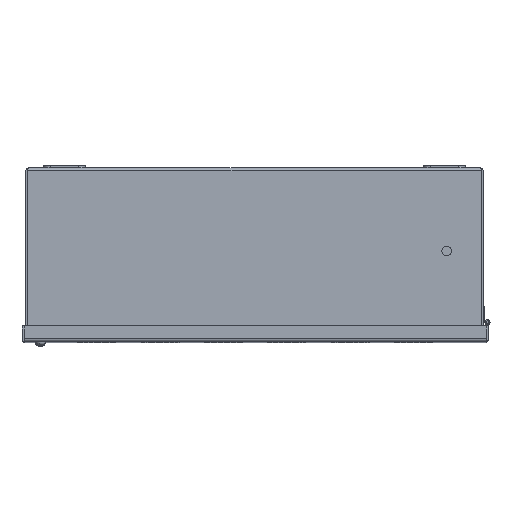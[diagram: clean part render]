
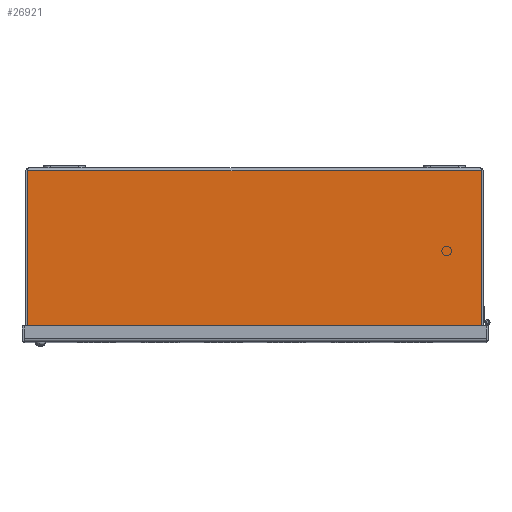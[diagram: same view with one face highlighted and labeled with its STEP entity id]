
A CAD part, top view. The second image highlights one B-rep face of the part: STEP entity #26921.
In plain terms, the highlighted planar face has unit normal (0, 0, 1).
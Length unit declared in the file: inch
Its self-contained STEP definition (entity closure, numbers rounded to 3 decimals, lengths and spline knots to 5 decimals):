
#578 = DIRECTION ( 'NONE',  ( 1., 0., 0. ) ) ;
#1287 = LINE ( 'NONE', #11573, #23177 ) ;
#1356 = CARTESIAN_POINT ( 'NONE',  ( 8.05289, -0.108, 8.625 ) ) ;
#3679 = LINE ( 'NONE', #25404, #38205 ) ;
#4152 = DIRECTION ( 'NONE',  ( -1., 0., 0. ) ) ;
#4180 = LINE ( 'NONE', #32686, #18657 ) ;
#5661 = ORIENTED_EDGE ( 'NONE', *, *, #5954, .T. ) ;
#5954 = EDGE_CURVE ( 'NONE', #10198, #8768, #1287, .T. ) ;
#6365 = CARTESIAN_POINT ( 'NONE',  ( -8.05289, -0.108, 8.625 ) ) ;
#6947 = LINE ( 'NONE', #27749, #28403 ) ;
#7520 = EDGE_CURVE ( 'NONE', #17751, #27979, #3679, .T. ) ;
#7647 = DIRECTION ( 'NONE',  ( 1., 0., 0. ) ) ;
#8768 = VERTEX_POINT ( 'NONE', #29148 ) ;
#10198 = VERTEX_POINT ( 'NONE', #16119 ) ;
#11573 = CARTESIAN_POINT ( 'NONE',  ( -56.281, -5.892, 8.625 ) ) ;
#14651 = DIRECTION ( 'NONE',  ( 0., 0., 1. ) ) ;
#16119 = CARTESIAN_POINT ( 'NONE',  ( -8.05289, -5.892, 8.625 ) ) ;
#17751 = VERTEX_POINT ( 'NONE', #1356 ) ;
#17756 = EDGE_CURVE ( 'NONE', #27979, #10198, #4180, .T. ) ;
#18384 = FACE_OUTER_BOUND ( 'NONE', #19142, .T. ) ;
#18657 = VECTOR ( 'NONE', #19114, 39.37008 ) ;
#19114 = DIRECTION ( 'NONE',  ( 0., -1., 0. ) ) ;
#19142 = EDGE_LOOP ( 'NONE', ( #41846, #5661, #41202, #33348 ) ) ;
#23177 = VECTOR ( 'NONE', #578, 39.37008 ) ;
#25404 = CARTESIAN_POINT ( 'NONE',  ( -56.281, -0.108, 8.625 ) ) ;
#26921 = ADVANCED_FACE ( 'NONE', ( #18384 ), #42085, .T. ) ;
#27749 = CARTESIAN_POINT ( 'NONE',  ( 8.05289, 39.37008, 8.625 ) ) ;
#27979 = VERTEX_POINT ( 'NONE', #6365 ) ;
#28403 = VECTOR ( 'NONE', #42675, 39.37008 ) ;
#29148 = CARTESIAN_POINT ( 'NONE',  ( 8.05289, -5.892, 8.625 ) ) ;
#32686 = CARTESIAN_POINT ( 'NONE',  ( -8.05289, 39.37008, 8.625 ) ) ;
#33348 = ORIENTED_EDGE ( 'NONE', *, *, #7520, .T. ) ;
#33943 = AXIS2_PLACEMENT_3D ( 'NONE', #45808, #14651, #7647 ) ;
#38205 = VECTOR ( 'NONE', #4152, 39.37008 ) ;
#41202 = ORIENTED_EDGE ( 'NONE', *, *, #46059, .F. ) ;
#41846 = ORIENTED_EDGE ( 'NONE', *, *, #17756, .T. ) ;
#42085 = PLANE ( 'NONE',  #33943 ) ;
#42675 = DIRECTION ( 'NONE',  ( 0., -1., 0. ) ) ;
#45808 = CARTESIAN_POINT ( 'NONE',  ( -56.281, 0., 8.625 ) ) ;
#46059 = EDGE_CURVE ( 'NONE', #17751, #8768, #6947, .T. ) ;
